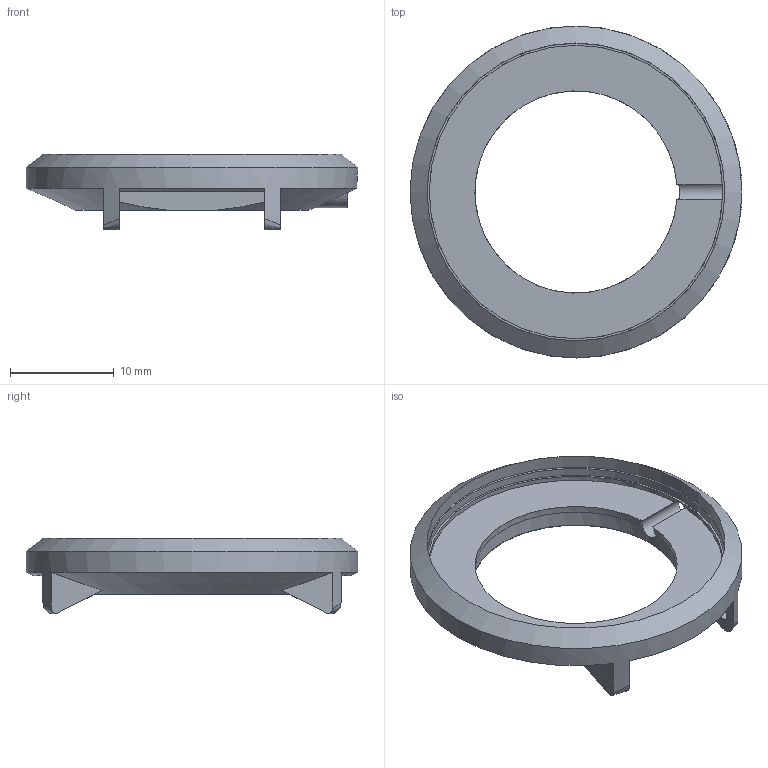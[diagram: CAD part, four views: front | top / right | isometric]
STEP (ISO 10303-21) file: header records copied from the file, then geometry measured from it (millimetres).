
FILE_DESCRIPTION(/* description */ (''),/* implementation_level */ '2;1');
FILE_NAME(/* name */ 'Boîtier - Femme v2.step',/* time_stamp */ '2019-11-10T13:51:31+01:00',/* author */ (''),/* organization */ (''),/* preprocessor_version */ 'ST-DEVELOPER v18',/* originating_system */ 'Autodesk Translation Framework v8.9.1.1155',/* authorisation */ '');
FILE_SCHEMA (('AUTOMOTIVE_DESIGN { 1 0 10303 214 3 1 1 }'));
Length unit declared in the file: millimetre
Products named in the file (1): Boîtier - Femme
Bounding box: 32 x 32 x 7.29 mm (x, y, z)
Volume: 1158.5 mm3; surface area: 1903.8 mm2
Topology: 1 solids, 1 shells, 52 faces, 145 edges, 99 vertices
Faces by surface type: plane 25, cylinder 13, cone 9, bspline 4, torus 1
Full cylindrical faces by diameter (mm): 1 x4, 2 x1, 21.1 x1, 28.3 x1, 28.7 x1, 28.722 x1, 32 x1
Entity records: 2365 total; most frequent: CARTESIAN_POINT 1031, ORIENTED_EDGE 290, DIRECTION 244, EDGE_CURVE 145, AXIS2_PLACEMENT_3D 100, VERTEX_POINT 99, EDGE_LOOP 60, FACE_OUTER_BOUND 52
